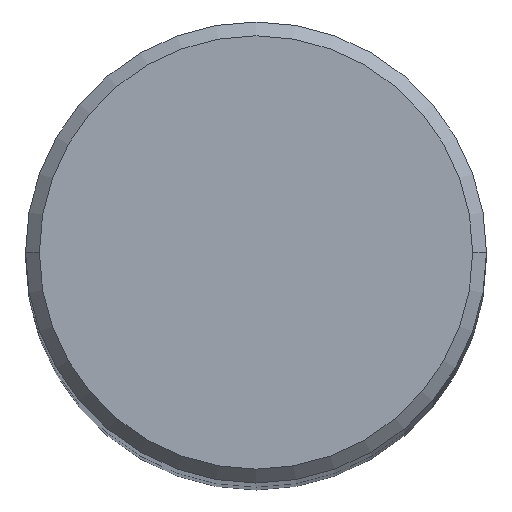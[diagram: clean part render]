
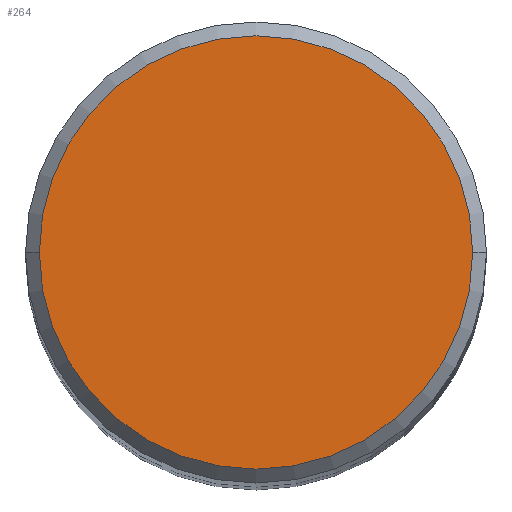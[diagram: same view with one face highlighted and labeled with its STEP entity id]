
A CAD part, top view. The second image highlights one B-rep face of the part: STEP entity #264.
In plain terms, the highlighted planar face has unit normal (0, 0, 1).
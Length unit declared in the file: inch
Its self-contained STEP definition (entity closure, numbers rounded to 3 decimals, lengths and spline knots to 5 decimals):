
#1 = CIRCLE ( 'NONE', #282, 0.235 ) ;
#50 = CARTESIAN_POINT ( 'NONE',  ( 0., 0., 4.5 ) ) ;
#64 = DIRECTION ( 'NONE',  ( 0., 0., 1. ) ) ;
#67 = CARTESIAN_POINT ( 'NONE',  ( -0.235, 0., 4.5 ) ) ;
#68 = VERTEX_POINT ( 'NONE', #67 ) ;
#90 = CARTESIAN_POINT ( 'NONE',  ( 0., 0., 4.5 ) ) ;
#94 = EDGE_CURVE ( 'NONE', #68, #224, #1, .T. ) ;
#107 = ORIENTED_EDGE ( 'NONE', *, *, #94, .T. ) ;
#115 = DIRECTION ( 'NONE',  ( 1., 0., 0. ) ) ;
#118 = FACE_OUTER_BOUND ( 'NONE', #139, .T. ) ;
#129 = EDGE_CURVE ( 'NONE', #224, #68, #259, .T. ) ;
#137 = DIRECTION ( 'NONE',  ( 0., 0., 1. ) ) ;
#139 = EDGE_LOOP ( 'NONE', ( #107, #182 ) ) ;
#143 = AXIS2_PLACEMENT_3D ( 'NONE', #50, #277, #274 ) ;
#182 = ORIENTED_EDGE ( 'NONE', *, *, #129, .T. ) ;
#195 = DIRECTION ( 'NONE',  ( 1., 0., 0. ) ) ;
#202 = AXIS2_PLACEMENT_3D ( 'NONE', #90, #64, #195 ) ;
#216 = CARTESIAN_POINT ( 'NONE',  ( 0.235, 0., 4.5 ) ) ;
#224 = VERTEX_POINT ( 'NONE', #216 ) ;
#244 = CARTESIAN_POINT ( 'NONE',  ( 0., 0., 4.5 ) ) ;
#246 = PLANE ( 'NONE',  #143 ) ;
#259 = CIRCLE ( 'NONE', #202, 0.235 ) ;
#264 = ADVANCED_FACE ( 'NONE', ( #118 ), #246, .T. ) ;
#274 = DIRECTION ( 'NONE',  ( 1., 0., 0. ) ) ;
#277 = DIRECTION ( 'NONE',  ( 0., 0., 1. ) ) ;
#282 = AXIS2_PLACEMENT_3D ( 'NONE', #244, #137, #115 ) ;
